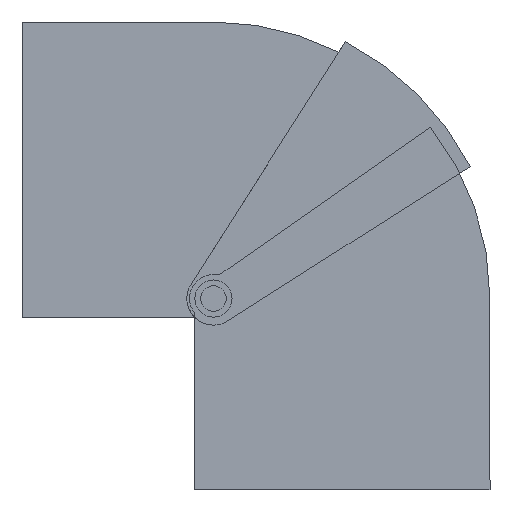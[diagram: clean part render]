
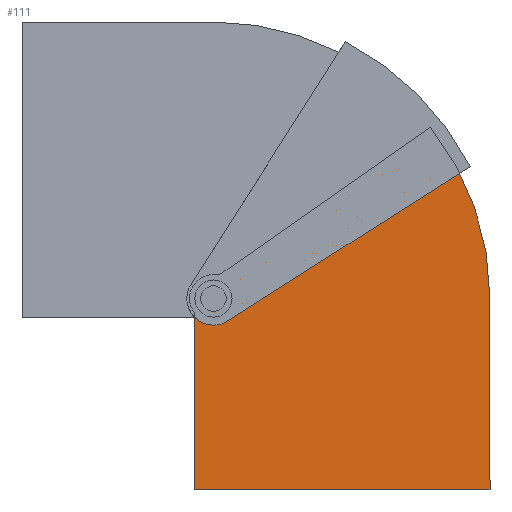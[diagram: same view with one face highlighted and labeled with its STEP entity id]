
A CAD part, front view. The second image highlights one B-rep face of the part: STEP entity #111.
In plain terms, the highlighted face is planar.
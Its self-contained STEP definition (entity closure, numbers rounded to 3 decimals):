
#4 = VERTEX_POINT ( 'NONE', #2171 ) ;
#9 = VERTEX_POINT ( 'NONE', #1631 ) ;
#13 = VECTOR ( 'NONE', #559, 1000. ) ;
#14 = DIRECTION ( 'NONE',  ( 0., 0., 1. ) ) ;
#39 = CIRCLE ( 'NONE', #134, 2.4 ) ;
#42 = VECTOR ( 'NONE', #2150, 1000. ) ;
#56 = CARTESIAN_POINT ( 'NONE',  ( -36., 86.5, -3.5 ) ) ;
#73 = CARTESIAN_POINT ( 'NONE',  ( 0., 86.5, 0. ) ) ;
#87 = VECTOR ( 'NONE', #90, 1000. ) ;
#90 = DIRECTION ( 'NONE',  ( 0., 0., 1. ) ) ;
#92 = DIRECTION ( 'NONE',  ( 0., 1., 0. ) ) ;
#111 = ADVANCED_FACE ( 'NONE', ( #1241, #1727 ), #586, .F. ) ;
#121 = DIRECTION ( 'NONE',  ( 0., 0., 1. ) ) ;
#134 = AXIS2_PLACEMENT_3D ( 'NONE', #73, #2122, #14 ) ;
#142 = ORIENTED_EDGE ( 'NONE', *, *, #1836, .T. ) ;
#245 = ORIENTED_EDGE ( 'NONE', *, *, #1480, .T. ) ;
#285 = CARTESIAN_POINT ( 'NONE',  ( -36., 86.5, 52. ) ) ;
#309 = LINE ( 'NONE', #56, #87 ) ;
#312 = DIRECTION ( 'NONE',  ( 0., 0., 1. ) ) ;
#337 = AXIS2_PLACEMENT_3D ( 'NONE', #1339, #1967, #312 ) ;
#364 = CARTESIAN_POINT ( 'NONE',  ( 0., 86.5, 0. ) ) ;
#384 = LINE ( 'NONE', #1833, #1907 ) ;
#386 = EDGE_CURVE ( 'NONE', #649, #9, #1603, .T. ) ;
#407 = LINE ( 'NONE', #2135, #42 ) ;
#419 = ORIENTED_EDGE ( 'NONE', *, *, #963, .F. ) ;
#436 = DIRECTION ( 'NONE',  ( 0., 0., 1. ) ) ;
#474 = CARTESIAN_POINT ( 'NONE',  ( 32.234, 86.5, 40.804 ) ) ;
#517 = ORIENTED_EDGE ( 'NONE', *, *, #2263, .T. ) ;
#522 = CARTESIAN_POINT ( 'NONE',  ( 0., 86.5, 0. ) ) ;
#559 = DIRECTION ( 'NONE',  ( -0.017, 0., -1. ) ) ;
#578 = VECTOR ( 'NONE', #2168, 1000. ) ;
#586 = PLANE ( 'NONE',  #1266 ) ;
#592 = VERTEX_POINT ( 'NONE', #1398 ) ;
#615 = CARTESIAN_POINT ( 'NONE',  ( 4.499, 86.5, -0.079 ) ) ;
#626 = CIRCLE ( 'NONE', #1190, 4.5 ) ;
#649 = VERTEX_POINT ( 'NONE', #615 ) ;
#673 = ORIENTED_EDGE ( 'NONE', *, *, #1135, .T. ) ;
#675 = AXIS2_PLACEMENT_3D ( 'NONE', #522, #92, #121 ) ;
#697 = EDGE_CURVE ( 'NONE', #992, #4, #39, .T. ) ;
#822 = VERTEX_POINT ( 'NONE', #474 ) ;
#963 = EDGE_CURVE ( 'NONE', #4, #992, #2250, .T. ) ;
#992 = VERTEX_POINT ( 'NONE', #2227 ) ;
#1061 = DIRECTION ( 'NONE',  ( 0., -1., 0. ) ) ;
#1064 = VERTEX_POINT ( 'NONE', #2164 ) ;
#1105 = DIRECTION ( 'NONE',  ( 0., 1., 0. ) ) ;
#1135 = EDGE_CURVE ( 'NONE', #822, #1682, #384, .T. ) ;
#1184 = EDGE_CURVE ( 'NONE', #1866, #592, #407, .T. ) ;
#1190 = AXIS2_PLACEMENT_3D ( 'NONE', #1483, #1435, #1437 ) ;
#1207 = CARTESIAN_POINT ( 'NONE',  ( 4.522, 86.5, 1.228 ) ) ;
#1241 = FACE_OUTER_BOUND ( 'NONE', #2262, .T. ) ;
#1266 = AXIS2_PLACEMENT_3D ( 'NONE', #364, #1061, #1281 ) ;
#1267 = AXIS2_PLACEMENT_3D ( 'NONE', #1695, #1105, #436 ) ;
#1281 = DIRECTION ( 'NONE',  ( 0., 0., 1. ) ) ;
#1339 = CARTESIAN_POINT ( 'NONE',  ( 0., 86.5, 0. ) ) ;
#1398 = CARTESIAN_POINT ( 'NONE',  ( -36., 86.5, -3.5 ) ) ;
#1435 = DIRECTION ( 'NONE',  ( 0., 1., 0. ) ) ;
#1437 = DIRECTION ( 'NONE',  ( 0., 0., 1. ) ) ;
#1480 = EDGE_CURVE ( 'NONE', #1682, #649, #1598, .T. ) ;
#1483 = CARTESIAN_POINT ( 'NONE',  ( 0., 86.5, 0. ) ) ;
#1492 = LINE ( 'NONE', #285, #578 ) ;
#1508 = ORIENTED_EDGE ( 'NONE', *, *, #2071, .T. ) ;
#1557 = CARTESIAN_POINT ( 'NONE',  ( 4.499, 86.5, -0.079 ) ) ;
#1574 = EDGE_CURVE ( 'NONE', #1064, #822, #1968, .T. ) ;
#1581 = ORIENTED_EDGE ( 'NONE', *, *, #1574, .T. ) ;
#1598 = LINE ( 'NONE', #1557, #13 ) ;
#1603 = CIRCLE ( 'NONE', #1267, 4.5 ) ;
#1631 = CARTESIAN_POINT ( 'NONE',  ( 0., 86.5, -4.5 ) ) ;
#1682 = VERTEX_POINT ( 'NONE', #1207 ) ;
#1695 = CARTESIAN_POINT ( 'NONE',  ( 0., 86.5, 0. ) ) ;
#1727 = FACE_BOUND ( 'NONE', #1823, .T. ) ;
#1759 = DIRECTION ( 'NONE',  ( -0.574, 0., -0.819 ) ) ;
#1823 = EDGE_LOOP ( 'NONE', ( #2241, #419 ) ) ;
#1833 = CARTESIAN_POINT ( 'NONE',  ( 4.522, 86.5, 1.228 ) ) ;
#1836 = EDGE_CURVE ( 'NONE', #2157, #1064, #1492, .T. ) ;
#1866 = VERTEX_POINT ( 'NONE', #1984 ) ;
#1874 = ORIENTED_EDGE ( 'NONE', *, *, #386, .T. ) ;
#1907 = VECTOR ( 'NONE', #1759, 1000. ) ;
#1922 = ORIENTED_EDGE ( 'NONE', *, *, #1184, .T. ) ;
#1967 = DIRECTION ( 'NONE',  ( 0., 1., 0. ) ) ;
#1968 = CIRCLE ( 'NONE', #675, 52. ) ;
#1984 = CARTESIAN_POINT ( 'NONE',  ( -2.828, 86.5, -3.5 ) ) ;
#2071 = EDGE_CURVE ( 'NONE', #592, #2157, #309, .T. ) ;
#2122 = DIRECTION ( 'NONE',  ( 0., 1., 0. ) ) ;
#2135 = CARTESIAN_POINT ( 'NONE',  ( -36., 86.5, -3.5 ) ) ;
#2150 = DIRECTION ( 'NONE',  ( -1., 0., 0. ) ) ;
#2157 = VERTEX_POINT ( 'NONE', #2222 ) ;
#2164 = CARTESIAN_POINT ( 'NONE',  ( 0., 86.5, 52. ) ) ;
#2168 = DIRECTION ( 'NONE',  ( 1., 0., 0. ) ) ;
#2171 = CARTESIAN_POINT ( 'NONE',  ( 0., 86.5, 2.4 ) ) ;
#2222 = CARTESIAN_POINT ( 'NONE',  ( -36., 86.5, 52. ) ) ;
#2227 = CARTESIAN_POINT ( 'NONE',  ( 0., 86.5, -2.4 ) ) ;
#2241 = ORIENTED_EDGE ( 'NONE', *, *, #697, .F. ) ;
#2250 = CIRCLE ( 'NONE', #337, 2.4 ) ;
#2262 = EDGE_LOOP ( 'NONE', ( #1508, #142, #1581, #673, #245, #1874, #517, #1922 ) ) ;
#2263 = EDGE_CURVE ( 'NONE', #9, #1866, #626, .T. ) ;
